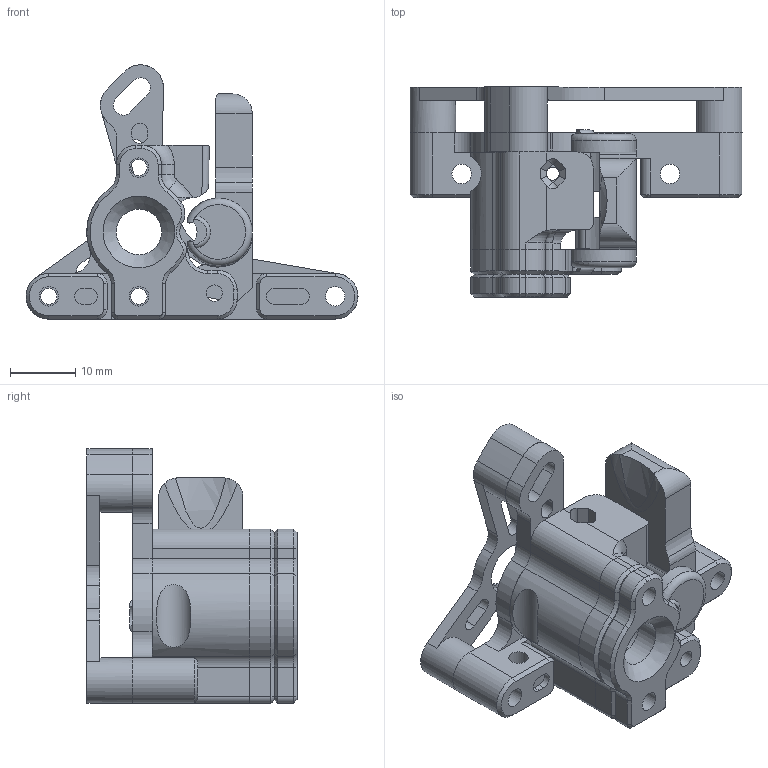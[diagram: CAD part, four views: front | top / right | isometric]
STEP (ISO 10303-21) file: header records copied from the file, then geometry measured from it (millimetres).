
FILE_DESCRIPTION(('FreeCAD Model'),'2;1');
FILE_NAME('Open CASCADE Shape Model','2024-05-03T04:13:07',(''),(''), 'Open CASCADE STEP processor 7.6','FreeCAD','Unknown');
FILE_SCHEMA(('AUTOMOTIVE_DESIGN { 1 0 10303 214 1 1 1 1 }'));
Length unit declared in the file: millimetre
Products named in the file (10): GoshXtruder; Extruder; Aluminum; Back; Body; Front; 3D printed; FrontCover; Idler; Core
Assembly tree (9 placements, depth 4):
  GoshXtruder
    Extruder
      Aluminum
        Back
        Body
        Front
      3D printed
        FrontCover
        Idler
        Core
Bounding box: 51 x 32.27 x 39.05 mm (x, y, z)
Volume: 11265.9 mm3; surface area: 11080.1 mm2
Topology: 6 solids, 6 shells, 429 faces, 1096 edges, 691 vertices
Faces by surface type: cylinder 191, plane 162, cone 55, bspline 13, torus 8
Full cylindrical faces by diameter (mm): 2 x2, 2.5 x5, 3 x13, 3.2 x1, 3.5 x2, 3.8 x2, 4 x1, 4.3 x1, 7 x4, 8 x2, 9.8 x1, 10 x1
Entity records: 19429 total; most frequent: CARTESIAN_POINT 8488, DIRECTION 2338, ORIENTED_EDGE 2192, EDGE_CURVE 1096, AXIS2_PLACEMENT_3D 882, VERTEX_POINT 691, LINE 574, VECTOR 574
